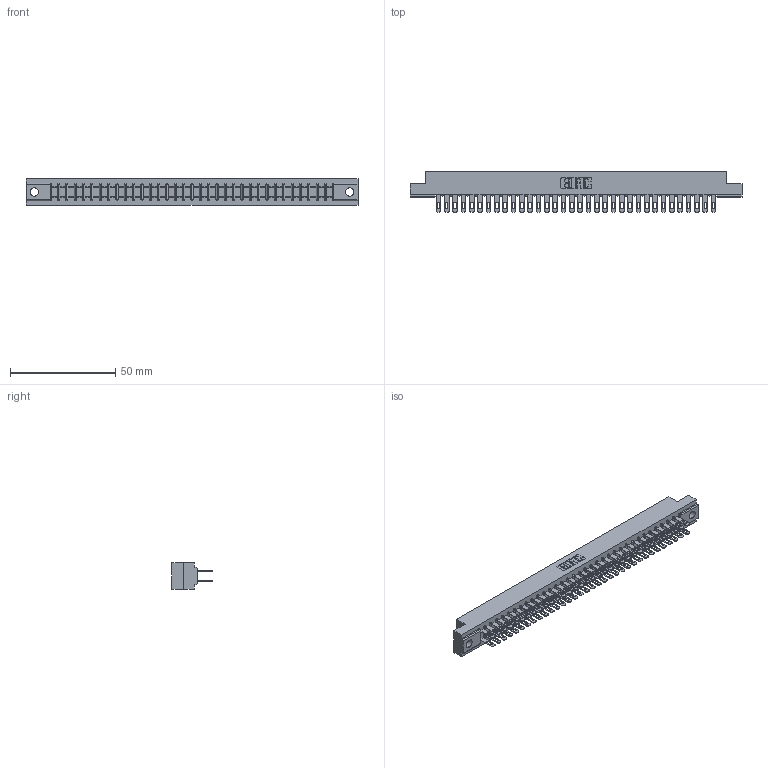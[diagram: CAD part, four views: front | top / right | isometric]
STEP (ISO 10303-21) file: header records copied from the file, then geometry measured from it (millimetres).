
FILE_DESCRIPTION (( 'STEP AP203' ), '1' );
FILE_NAME ('357-068-500-204.STEP', '2018-08-12T17:42:23', ( '' ), ( '' ), 'SwSTEP 2.0', 'SolidWorks 2016', '' );
FILE_SCHEMA (( 'CONFIG_CONTROL_DESIGN' ));
Length unit declared in the file: inch
Products named in the file (3): 307 Part_.156 Dia Mounting Holes; 307-290-001_500; 357-068-500-204
Assembly tree (69 placements, depth 2):
  357-068-500-204
    307 Part_.156 Dia Mounting Holes
    307-290-001_500  x68
Bounding box: 157.73 x 19.18 x 12.7 mm (x, y, z)
Volume: 16805.3 mm3; surface area: 21316.5 mm2
Topology: 69 solids, 69 shells, 3295 faces, 9199 edges, 5946 vertices
Faces by surface type: plane 2124, cylinder 1101, sphere 70
Entity records: 31614 total; most frequent: CARTESIAN_POINT 5176, ORIENTED_EDGE 5126, DIRECTION 5067, EDGE_CURVE 2563, LINE 1969, VECTOR 1969, VERTEX_POINT 1658, AXIS2_PLACEMENT_3D 1549
